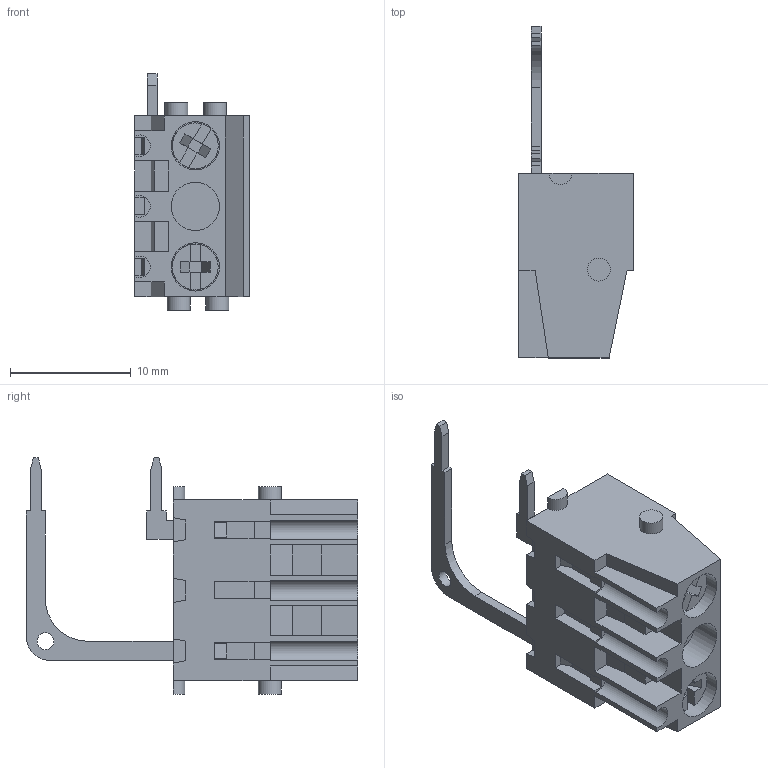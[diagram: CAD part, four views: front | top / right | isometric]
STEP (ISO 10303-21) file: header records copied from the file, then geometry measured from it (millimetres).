
FILE_DESCRIPTION(('STEP AP214'),'1');
FILE_NAME('ML252-10-D-P.stp','2025-02-12T08:49:31',(' '),(' '),'Spatial InterOp 3D',' ',' ');
FILE_SCHEMA(('AUTOMOTIVE_DESIGN { 1 0 10303 214 1 1 1 1 }'));
Length unit declared in the file: metre
Products named in the file (1): 1739350823
Bounding box: 9.5 x 27.5 x 19.58 mm (x, y, z)
Volume: 1669.5 mm3; surface area: 1662.3 mm2
Topology: 1 solids, 1 shells, 228 faces, 609 edges, 399 vertices
Faces by surface type: plane 198, cylinder 30
Full cylindrical faces by diameter (mm): 1.4 x1, 1.9 x2, 3.8 x2, 4 x3
Entity records: 8759 total; most frequent: CARTESIAN_POINT 1219, ORIENTED_EDGE 1192, DIRECTION 1120, EDGE_CURVE 596, LINE 530, VECTOR 530, VERTEX_POINT 394, AXIS2_PLACEMENT_3D 295
